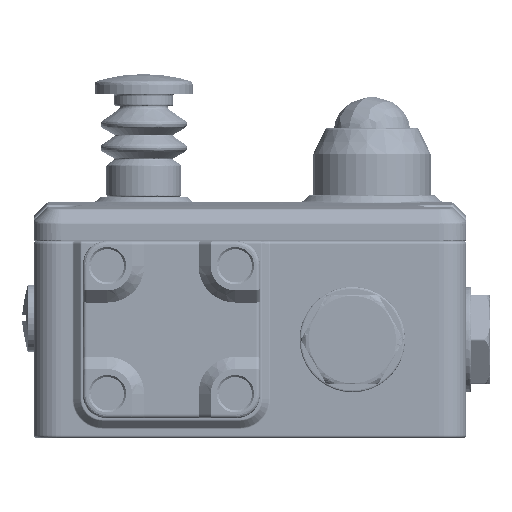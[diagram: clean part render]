
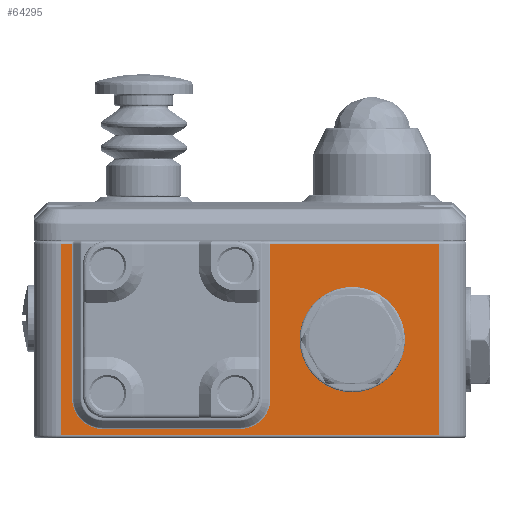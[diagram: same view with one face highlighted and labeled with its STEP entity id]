
A CAD part, left-side view. The second image highlights one B-rep face of the part: STEP entity #64295.
In plain terms, the highlighted planar face has unit normal (-1, 0, 0).
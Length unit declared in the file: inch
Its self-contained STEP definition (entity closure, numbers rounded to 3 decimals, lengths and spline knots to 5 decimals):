
#4492 = DIRECTION ( 'NONE',  ( 0., 0., 1. ) ) ;
#5842 = CARTESIAN_POINT ( 'NONE',  ( -3.93701, 0.09027, -2.26378 ) ) ;
#9133 = CARTESIAN_POINT ( 'NONE',  ( -3.93701, 1.94094, -3.94516 ) ) ;
#11700 = DIRECTION ( 'NONE',  ( 0., -1., 0. ) ) ;
#12566 = VERTEX_POINT ( 'NONE', #82394 ) ;
#15307 = LINE ( 'NONE', #56276, #30213 ) ;
#17439 = LINE ( 'NONE', #31974, #59367 ) ;
#17546 = CIRCLE ( 'NONE', #136646, 0.30343 ) ;
#18317 = DIRECTION ( 'NONE',  ( 0., 1., 0. ) ) ;
#19686 = AXIS2_PLACEMENT_3D ( 'NONE', #117295, #130949, #4492 ) ;
#19951 = CARTESIAN_POINT ( 'NONE',  ( -3.93701, 0., -0.27559 ) ) ;
#21537 = AXIS2_PLACEMENT_3D ( 'NONE', #50811, #176334, #78128 ) ;
#24879 = CARTESIAN_POINT ( 'NONE',  ( -3.93701, 1.94094, -0.27559 ) ) ;
#28864 = CIRCLE ( 'NONE', #37685, 0.30343 ) ;
#30213 = VECTOR ( 'NONE', #98158, 39.37008 ) ;
#31974 = CARTESIAN_POINT ( 'NONE',  ( -3.93701, 0., -4.05512 ) ) ;
#32341 = CARTESIAN_POINT ( 'NONE',  ( -3.93701, 0.3937, -3.64173 ) ) ;
#37685 = AXIS2_PLACEMENT_3D ( 'NONE', #70323, #41152, #179485 ) ;
#37916 = EDGE_LOOP ( 'NONE', ( #178033, #110064, #175741, #49182, #39051, #140785, #135769, #164459, #149666, #41570 ) ) ;
#37972 = DIRECTION ( 'NONE',  ( 0., 0., 1. ) ) ;
#39051 = ORIENTED_EDGE ( 'NONE', *, *, #152505, .F. ) ;
#41152 = DIRECTION ( 'NONE',  ( -1., 0., 0. ) ) ;
#41570 = ORIENTED_EDGE ( 'NONE', *, *, #111241, .F. ) ;
#43045 = CIRCLE ( 'NONE', #138931, 0.43307 ) ;
#46317 = PLANE ( 'NONE',  #19686 ) ;
#47215 = FACE_BOUND ( 'NONE', #159222, .T. ) ;
#48061 = CARTESIAN_POINT ( 'NONE',  ( -3.93701, 0.09027, 0. ) ) ;
#49182 = ORIENTED_EDGE ( 'NONE', *, *, #73326, .F. ) ;
#49231 = ORIENTED_EDGE ( 'NONE', *, *, #114536, .F. ) ;
#50761 = LINE ( 'NONE', #48061, #144487 ) ;
#50811 = CARTESIAN_POINT ( 'NONE',  ( -3.93701, 0.98425, -1.14173 ) ) ;
#54344 = VERTEX_POINT ( 'NONE', #9133 ) ;
#55801 = EDGE_CURVE ( 'NONE', #80855, #166985, #144623, .T. ) ;
#56276 = CARTESIAN_POINT ( 'NONE',  ( -3.93701, 1.94094, 0. ) ) ;
#56826 = DIRECTION ( 'NONE',  ( 0., 0., 1. ) ) ;
#57407 = VERTEX_POINT ( 'NONE', #73023 ) ;
#58947 = DIRECTION ( 'NONE',  ( 0., 0., -1. ) ) ;
#59367 = VECTOR ( 'NONE', #18317, 39.37008 ) ;
#61852 = VECTOR ( 'NONE', #75527, 39.37008 ) ;
#62694 = FACE_OUTER_BOUND ( 'NONE', #37916, .T. ) ;
#64295 = ADVANCED_FACE ( 'NONE', ( #47215, #62694 ), #46317, .F. ) ;
#65988 = CARTESIAN_POINT ( 'NONE',  ( -3.93701, 0.3937, -1.96035 ) ) ;
#70323 = CARTESIAN_POINT ( 'NONE',  ( -3.93701, 0.3937, -2.26378 ) ) ;
#72452 = DIRECTION ( 'NONE',  ( 0., 1., 0. ) ) ;
#73023 = CARTESIAN_POINT ( 'NONE',  ( -3.93701, 0.3937, -3.94516 ) ) ;
#73326 = EDGE_CURVE ( 'NONE', #139378, #80855, #15307, .T. ) ;
#75527 = DIRECTION ( 'NONE',  ( 0., -1., 0. ) ) ;
#78128 = DIRECTION ( 'NONE',  ( 0., -1., 0. ) ) ;
#79672 = CIRCLE ( 'NONE', #21537, 0.43307 ) ;
#80855 = VERTEX_POINT ( 'NONE', #24879 ) ;
#81419 = CARTESIAN_POINT ( 'NONE',  ( -3.93701, 0.09027, -3.64173 ) ) ;
#82394 = CARTESIAN_POINT ( 'NONE',  ( -3.93701, 0.02756, -4.05512 ) ) ;
#84042 = EDGE_CURVE ( 'NONE', #101027, #154906, #28864, .T. ) ;
#87298 = EDGE_CURVE ( 'NONE', #166985, #12566, #128965, .T. ) ;
#92478 = VECTOR ( 'NONE', #166105, 39.37008 ) ;
#93697 = CARTESIAN_POINT ( 'NONE',  ( -3.93701, 1.94094, -4.05512 ) ) ;
#94541 = CARTESIAN_POINT ( 'NONE',  ( -3.93701, 0., -3.94516 ) ) ;
#95864 = ORIENTED_EDGE ( 'NONE', *, *, #172589, .F. ) ;
#96563 = EDGE_CURVE ( 'NONE', #121306, #101027, #50761, .T. ) ;
#98158 = DIRECTION ( 'NONE',  ( 0., 0., 1. ) ) ;
#101027 = VERTEX_POINT ( 'NONE', #5842 ) ;
#109140 = VECTOR ( 'NONE', #11700, 39.37008 ) ;
#110064 = ORIENTED_EDGE ( 'NONE', *, *, #87298, .F. ) ;
#111241 = EDGE_CURVE ( 'NONE', #156727, #54344, #128644, .T. ) ;
#114302 = DIRECTION ( 'NONE',  ( -1., 0., 0. ) ) ;
#114536 = EDGE_CURVE ( 'NONE', #129132, #169962, #79672, .T. ) ;
#117295 = CARTESIAN_POINT ( 'NONE',  ( -3.93701, 0., 0. ) ) ;
#117612 = CARTESIAN_POINT ( 'NONE',  ( -3.93701, 0.98425, -1.14173 ) ) ;
#121306 = VERTEX_POINT ( 'NONE', #81419 ) ;
#126050 = LINE ( 'NONE', #151536, #92478 ) ;
#128644 = LINE ( 'NONE', #153243, #163689 ) ;
#128965 = LINE ( 'NONE', #155383, #157550 ) ;
#129132 = VERTEX_POINT ( 'NONE', #171194 ) ;
#130949 = DIRECTION ( 'NONE',  ( 1., 0., 0. ) ) ;
#135769 = ORIENTED_EDGE ( 'NONE', *, *, #96563, .F. ) ;
#136646 = AXIS2_PLACEMENT_3D ( 'NONE', #32341, #114302, #72452 ) ;
#138786 = EDGE_CURVE ( 'NONE', #57407, #121306, #17546, .T. ) ;
#138931 = AXIS2_PLACEMENT_3D ( 'NONE', #117612, #175762, #143977 ) ;
#139378 = VERTEX_POINT ( 'NONE', #170360 ) ;
#140785 = ORIENTED_EDGE ( 'NONE', *, *, #84042, .F. ) ;
#143977 = DIRECTION ( 'NONE',  ( 0., -1., 0. ) ) ;
#144487 = VECTOR ( 'NONE', #37972, 39.37008 ) ;
#144623 = LINE ( 'NONE', #19951, #61852 ) ;
#145689 = EDGE_CURVE ( 'NONE', #12566, #156727, #17439, .T. ) ;
#149075 = CARTESIAN_POINT ( 'NONE',  ( -3.93701, 1.41732, -1.14173 ) ) ;
#149666 = ORIENTED_EDGE ( 'NONE', *, *, #167124, .F. ) ;
#150883 = LINE ( 'NONE', #94541, #109140 ) ;
#151536 = CARTESIAN_POINT ( 'NONE',  ( -3.93701, 0., -1.96035 ) ) ;
#152505 = EDGE_CURVE ( 'NONE', #154906, #139378, #126050, .T. ) ;
#153243 = CARTESIAN_POINT ( 'NONE',  ( -3.93701, 1.94094, 0. ) ) ;
#154906 = VERTEX_POINT ( 'NONE', #65988 ) ;
#155383 = CARTESIAN_POINT ( 'NONE',  ( -3.93701, 0.02756, -4.33071 ) ) ;
#156727 = VERTEX_POINT ( 'NONE', #93697 ) ;
#157550 = VECTOR ( 'NONE', #58947, 39.37008 ) ;
#159222 = EDGE_LOOP ( 'NONE', ( #95864, #49231 ) ) ;
#163689 = VECTOR ( 'NONE', #56826, 39.37008 ) ;
#164459 = ORIENTED_EDGE ( 'NONE', *, *, #138786, .F. ) ;
#166105 = DIRECTION ( 'NONE',  ( 0., 1., 0. ) ) ;
#166985 = VERTEX_POINT ( 'NONE', #169270 ) ;
#167124 = EDGE_CURVE ( 'NONE', #54344, #57407, #150883, .T. ) ;
#169270 = CARTESIAN_POINT ( 'NONE',  ( -3.93701, 0.02756, -0.27559 ) ) ;
#169962 = VERTEX_POINT ( 'NONE', #149075 ) ;
#170360 = CARTESIAN_POINT ( 'NONE',  ( -3.93701, 1.94094, -1.96035 ) ) ;
#171194 = CARTESIAN_POINT ( 'NONE',  ( -3.93701, 0.55118, -1.14173 ) ) ;
#172589 = EDGE_CURVE ( 'NONE', #169962, #129132, #43045, .T. ) ;
#175741 = ORIENTED_EDGE ( 'NONE', *, *, #55801, .F. ) ;
#175762 = DIRECTION ( 'NONE',  ( -1., 0., 0. ) ) ;
#176334 = DIRECTION ( 'NONE',  ( -1., 0., 0. ) ) ;
#178033 = ORIENTED_EDGE ( 'NONE', *, *, #145689, .F. ) ;
#179485 = DIRECTION ( 'NONE',  ( 0., 0., 1. ) ) ;
